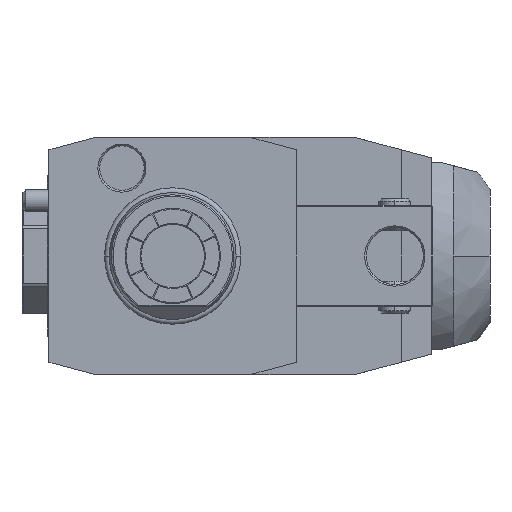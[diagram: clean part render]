
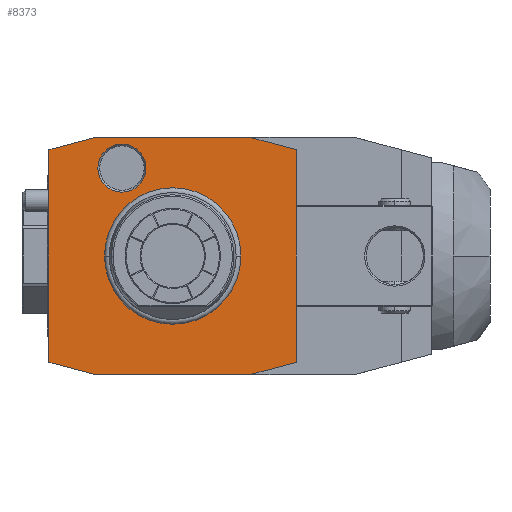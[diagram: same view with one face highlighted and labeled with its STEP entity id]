
A CAD part, front view. The second image highlights one B-rep face of the part: STEP entity #8373.
In plain terms, the highlighted planar face has unit normal (0, -1, 0).
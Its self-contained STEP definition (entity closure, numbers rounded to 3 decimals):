
#1=DIRECTION('',(-1.,0.,0.));
#2=VECTOR('',#1,48.);
#3=CARTESIAN_POINT('',(24.,0.,37.5));
#4=LINE('',#3,#2);
#5=DIRECTION('',(-0.966,0.,0.259));
#6=VECTOR('',#5,15.529);
#7=CARTESIAN_POINT('',(39.,0.,33.481));
#8=LINE('',#7,#6);
#9=DIRECTION('',(0.,0.,1.));
#10=VECTOR('',#9,66.962);
#11=CARTESIAN_POINT('',(39.,0.,-33.481));
#12=LINE('',#11,#10);
#13=DIRECTION('',(0.966,0.,0.259));
#14=VECTOR('',#13,15.529);
#15=CARTESIAN_POINT('',(24.,0.,-37.5));
#16=LINE('',#15,#14);
#17=DIRECTION('',(1.,0.,0.));
#18=VECTOR('',#17,48.);
#19=CARTESIAN_POINT('',(-24.,0.,-37.5));
#20=LINE('',#19,#18);
#21=DIRECTION('',(0.966,0.,-0.259));
#22=VECTOR('',#21,15.529);
#23=CARTESIAN_POINT('',(-39.,0.,-33.481));
#24=LINE('',#23,#22);
#25=DIRECTION('',(0.,0.,-1.));
#26=VECTOR('',#25,66.962);
#27=CARTESIAN_POINT('',(-39.,0.,33.481));
#28=LINE('',#27,#26);
#29=DIRECTION('',(-0.966,0.,-0.259));
#30=VECTOR('',#29,15.529);
#31=CARTESIAN_POINT('',(-24.,0.,37.5));
#32=LINE('',#31,#30);
#33=CARTESIAN_POINT('',(-16.,0.,27.713));
#34=DIRECTION('',(0.,1.,0.));
#35=DIRECTION('',(1.,0.,0.));
#36=AXIS2_PLACEMENT_3D('',#33,#34,#35);
#38=CARTESIAN_POINT('',(-16.,0.,27.713));
#39=DIRECTION('',(0.,1.,0.));
#40=DIRECTION('',(-1.,0.,0.));
#41=AXIS2_PLACEMENT_3D('',#38,#39,#40);
#5216=CARTESIAN_POINT('',(0.,0.,0.));
#5217=DIRECTION('',(0.,-1.,0.));
#5218=DIRECTION('',(1.,0.,0.));
#5219=AXIS2_PLACEMENT_3D('',#5216,#5217,#5218);
#5221=CARTESIAN_POINT('',(0.,0.,0.));
#5222=DIRECTION('',(0.,-1.,0.));
#5223=DIRECTION('',(-1.,0.,0.));
#5224=AXIS2_PLACEMENT_3D('',#5221,#5222,#5223);
#7407=CARTESIAN_POINT('',(-8.423,0.,27.713));
#7408=CARTESIAN_POINT('',(-23.577,0.,27.713));
#7409=VERTEX_POINT('',#7407);
#7410=VERTEX_POINT('',#7408);
#8160=CARTESIAN_POINT('',(24.,0.,37.5));
#8161=CARTESIAN_POINT('',(-24.,0.,37.5));
#8162=VERTEX_POINT('',#8160);
#8163=VERTEX_POINT('',#8161);
#8164=CARTESIAN_POINT('',(-39.,0.,33.481));
#8165=VERTEX_POINT('',#8164);
#8166=CARTESIAN_POINT('',(-39.,0.,-33.481));
#8167=VERTEX_POINT('',#8166);
#8168=CARTESIAN_POINT('',(-24.,0.,-37.5));
#8169=VERTEX_POINT('',#8168);
#8170=CARTESIAN_POINT('',(24.,0.,-37.5));
#8171=VERTEX_POINT('',#8170);
#8172=CARTESIAN_POINT('',(39.,0.,-33.481));
#8173=VERTEX_POINT('',#8172);
#8174=CARTESIAN_POINT('',(39.,0.,33.481));
#8175=VERTEX_POINT('',#8174);
#8240=CARTESIAN_POINT('',(21.137,0.,0.));
#8241=CARTESIAN_POINT('',(-21.137,0.,0.));
#8242=VERTEX_POINT('',#8240);
#8243=VERTEX_POINT('',#8241);
#8338=CARTESIAN_POINT('',(0.,0.,0.));
#8339=DIRECTION('',(0.,-1.,0.));
#8340=DIRECTION('',(-1.,0.,0.));
#8341=AXIS2_PLACEMENT_3D('',#8338,#8339,#8340);
#8342=PLANE('',#8341);
#8344=ORIENTED_EDGE('',*,*,#8343,.F.);
#8346=ORIENTED_EDGE('',*,*,#8345,.F.);
#8348=ORIENTED_EDGE('',*,*,#8347,.F.);
#8350=ORIENTED_EDGE('',*,*,#8349,.F.);
#8352=ORIENTED_EDGE('',*,*,#8351,.F.);
#8354=ORIENTED_EDGE('',*,*,#8353,.F.);
#8356=ORIENTED_EDGE('',*,*,#8355,.F.);
#8358=ORIENTED_EDGE('',*,*,#8357,.F.);
#8359=EDGE_LOOP('',(#8344,#8346,#8348,#8350,#8352,#8354,#8356,#8358));
#8360=FACE_OUTER_BOUND('',#8359,.F.);
#8362=ORIENTED_EDGE('',*,*,#8361,.T.);
#8364=ORIENTED_EDGE('',*,*,#8363,.T.);
#8365=EDGE_LOOP('',(#8362,#8364));
#8366=FACE_BOUND('',#8365,.F.);
#8368=ORIENTED_EDGE('',*,*,#8367,.F.);
#8370=ORIENTED_EDGE('',*,*,#8369,.F.);
#8371=EDGE_LOOP('',(#8368,#8370));
#8372=FACE_BOUND('',#8371,.F.);
#37=CIRCLE('',#36,7.577);
#42=CIRCLE('',#41,7.577);
#5220=CIRCLE('',#5219,21.137);
#5225=CIRCLE('',#5224,21.137);
#8343=EDGE_CURVE('',#8162,#8163,#4,.T.);
#8345=EDGE_CURVE('',#8175,#8162,#8,.T.);
#8347=EDGE_CURVE('',#8173,#8175,#12,.T.);
#8349=EDGE_CURVE('',#8171,#8173,#16,.T.);
#8351=EDGE_CURVE('',#8169,#8171,#20,.T.);
#8353=EDGE_CURVE('',#8167,#8169,#24,.T.);
#8355=EDGE_CURVE('',#8165,#8167,#28,.T.);
#8357=EDGE_CURVE('',#8163,#8165,#32,.T.);
#8361=EDGE_CURVE('',#8242,#8243,#5220,.T.);
#8363=EDGE_CURVE('',#8243,#8242,#5225,.T.);
#8367=EDGE_CURVE('',#7409,#7410,#37,.T.);
#8369=EDGE_CURVE('',#7410,#7409,#42,.T.);
#8373=ADVANCED_FACE('',(#8360,#8366,#8372),#8342,.T.);
